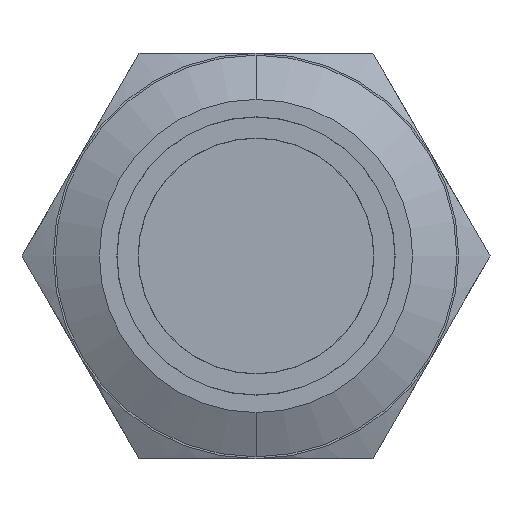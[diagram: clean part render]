
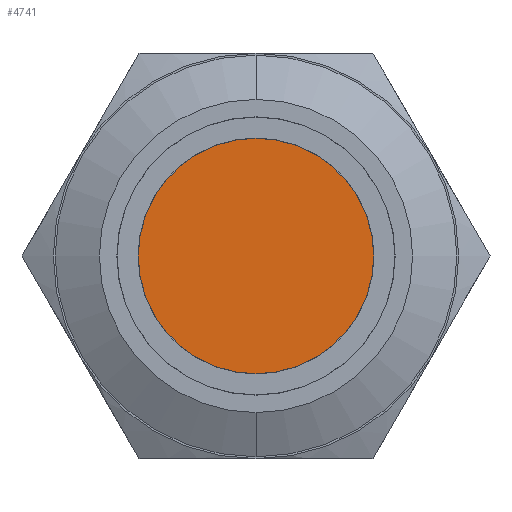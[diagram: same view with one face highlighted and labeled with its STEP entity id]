
A CAD part, left-side view. The second image highlights one B-rep face of the part: STEP entity #4741.
In plain terms, the highlighted planar face has unit normal (-1, 0, 0).
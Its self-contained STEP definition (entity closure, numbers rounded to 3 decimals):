
#404 = DIRECTION ( 'NONE',  ( 0., 0., 1. ) ) ;
#513 = EDGE_LOOP ( 'NONE', ( #826, #5394 ) ) ;
#614 = CIRCLE ( 'NONE', #6047, 6.39 ) ;
#826 = ORIENTED_EDGE ( 'NONE', *, *, #4144, .T. ) ;
#1993 = CARTESIAN_POINT ( 'NONE',  ( 0., 0., 0. ) ) ;
#2001 = EDGE_CURVE ( 'NONE', #3914, #6201, #614, .T. ) ;
#2116 = CARTESIAN_POINT ( 'NONE',  ( 0., 0., 0. ) ) ;
#2206 = DIRECTION ( 'NONE',  ( -1., 0., 0. ) ) ;
#2726 = FACE_OUTER_BOUND ( 'NONE', #513, .T. ) ;
#3237 = CARTESIAN_POINT ( 'NONE',  ( 0., 0., -6.39 ) ) ;
#3538 = DIRECTION ( 'NONE',  ( 0., 0., 1. ) ) ;
#3914 = VERTEX_POINT ( 'NONE', #3237 ) ;
#4144 = EDGE_CURVE ( 'NONE', #6201, #3914, #6986, .T. ) ;
#4741 = ADVANCED_FACE ( 'NONE', ( #2726 ), #8688, .F. ) ;
#4963 = DIRECTION ( 'NONE',  ( 1., 0., 0. ) ) ;
#5394 = ORIENTED_EDGE ( 'NONE', *, *, #2001, .T. ) ;
#6047 = AXIS2_PLACEMENT_3D ( 'NONE', #2116, #2206, #3538 ) ;
#6201 = VERTEX_POINT ( 'NONE', #9403 ) ;
#6379 = DIRECTION ( 'NONE',  ( -1., 0., 0. ) ) ;
#6986 = CIRCLE ( 'NONE', #9641, 6.39 ) ;
#7057 = CARTESIAN_POINT ( 'NONE',  ( 0., 0., 0. ) ) ;
#7935 = DIRECTION ( 'NONE',  ( 0., 0., -1. ) ) ;
#8083 = AXIS2_PLACEMENT_3D ( 'NONE', #1993, #4963, #7935 ) ;
#8688 = PLANE ( 'NONE',  #8083 ) ;
#9403 = CARTESIAN_POINT ( 'NONE',  ( 0., 0., 6.39 ) ) ;
#9641 = AXIS2_PLACEMENT_3D ( 'NONE', #7057, #6379, #404 ) ;
